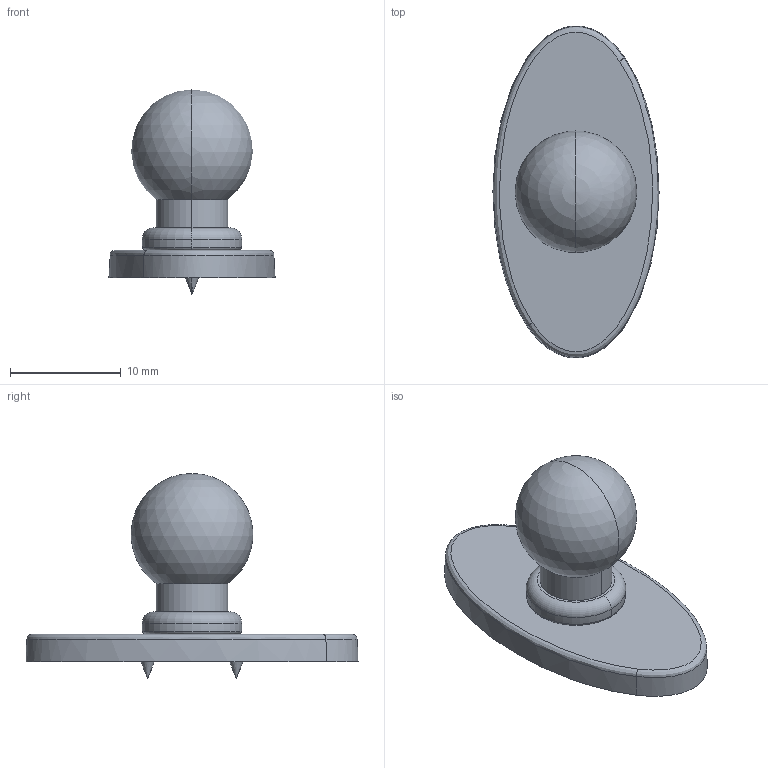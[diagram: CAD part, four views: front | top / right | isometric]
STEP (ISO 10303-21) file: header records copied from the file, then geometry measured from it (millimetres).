
FILE_DESCRIPTION(('Creo Elements/Direct Modeling STEP Export'),'2;1');
FILE_NAME('2010-30.stp','2024-09-16T11:16:25',(''),(''),'Creo Elements/Direct Modeling STEP processor for AP214 (Solid Model)','Creo Elements/Direct Modeling 20.0 12-Nov-2016 (C) Parametric Technology GmbH','');
FILE_SCHEMA(('AUTOMOTIVE_DESIGN { 1 0 10303 214 1 1 1 1 }'));
Length unit declared in the file: millimetre
Products named in the file (3): Knopf; Unterlagsplatte; Knopf_gesamt
Assembly tree (2 placements, depth 2):
  Knopf_gesamt
    Unterlagsplatte
    Knopf
Bounding box: 15 x 29.98 x 18.5 mm (x, y, z)
Volume: 1264.8 mm3; surface area: 1624.4 mm2
Topology: 2 solids, 2 shells, 69 faces, 167 edges, 101 vertices
Faces by surface type: bspline 24, cone 12, plane 11, torus 10, cylinder 10, sphere 2
Entity records: 9800 total; most frequent: CARTESIAN_POINT 8433, ORIENTED_EDGE 318, DIRECTION 190, EDGE_CURVE 159, VERTEX_POINT 101, AXIS2_PLACEMENT_3D 80, EDGE_LOOP 78, FACE_OUTER_BOUND 69
